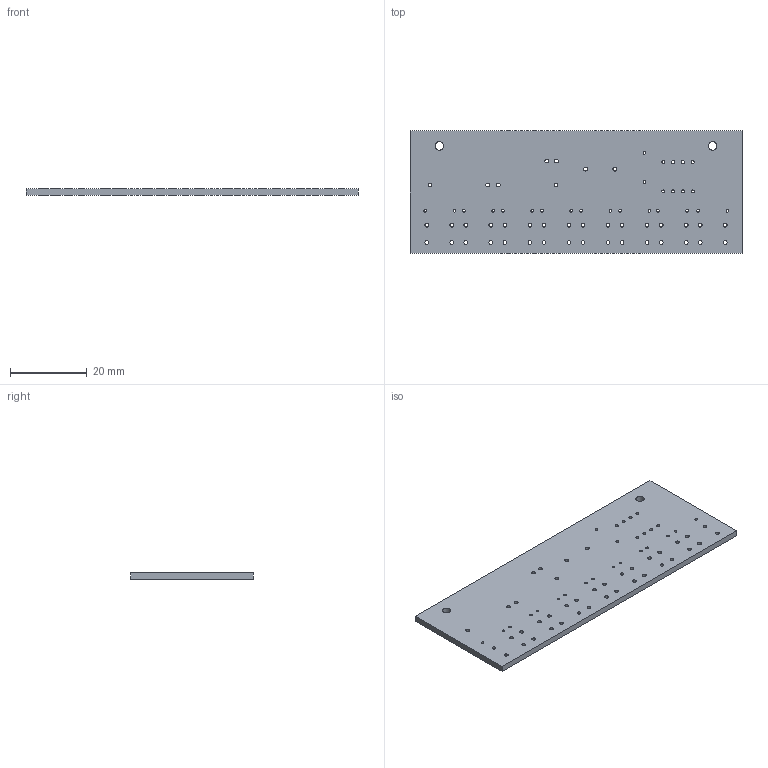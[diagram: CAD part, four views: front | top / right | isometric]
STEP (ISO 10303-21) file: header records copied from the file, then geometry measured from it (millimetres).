
FILE_DESCRIPTION(('KiCad electronic assembly'),'2;1');
FILE_NAME('PianoKeychain.step','2022-08-03T11:02:09',('Pcbnew'),('Kicad' ),'Open CASCADE STEP processor 7.5','KiCad to STEP converter', 'Unknown');
FILE_SCHEMA(('AUTOMOTIVE_DESIGN { 1 0 10303 214 1 1 1 1 }'));
Length unit declared in the file: millimetre
Products named in the file (2): PianoKeychain 1; PianoKeychain PCB
Assembly tree (1 placements, depth 2):
  PianoKeychain 1
    PianoKeychain PCB
Bounding box: 86.36 x 31.92 x 1.6 mm (x, y, z)
Volume: 4331 mm3; surface area: 6109.4 mm2
Topology: 1 solids, 1 shells, 74 faces, 216 edges, 144 vertices
Faces by surface type: cylinder 68, plane 6
Full cylindrical faces by diameter (mm): 0.7 x18, 0.8 x8, 0.99 x32, 1 x8, 2.2 x2
Entity records: 5663 total; most frequent: DIRECTION 936, CARTESIAN_POINT 868, ORIENTED_EDGE 432, PCURVE 432, DEFINITIONAL_REPRESENTATION 432, LINE 376, VECTOR 376, CIRCLE 272
